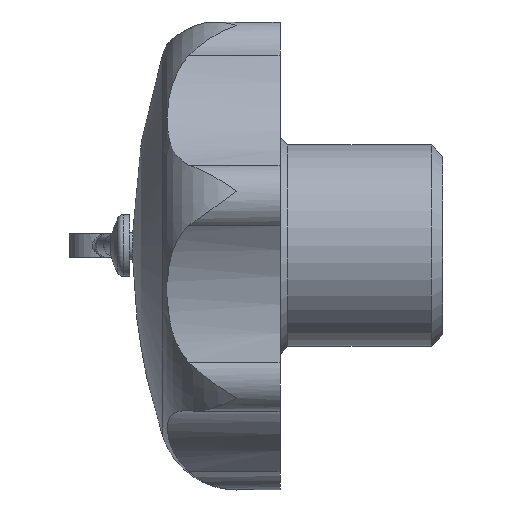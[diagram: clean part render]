
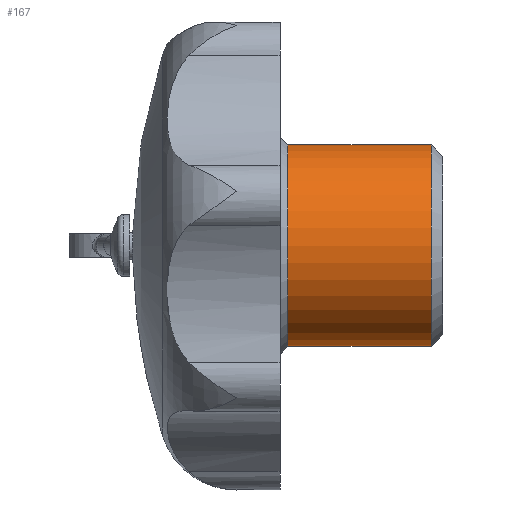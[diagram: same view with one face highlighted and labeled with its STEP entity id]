
A CAD part, left-side view. The second image highlights one B-rep face of the part: STEP entity #167.
In plain terms, the highlighted cylindrical face has radius 13 mm (diameter 26 mm), a full revolution.
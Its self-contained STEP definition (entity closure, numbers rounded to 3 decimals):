
#167 = ADVANCED_FACE( '', ( #355, #356 ), #357, .T. );
#355 = FACE_OUTER_BOUND( '', #553, .T. );
#356 = FACE_OUTER_BOUND( '', #554, .T. );
#357 = CYLINDRICAL_SURFACE( '', #555, 13. );
#553 = EDGE_LOOP( '', ( #985 ) );
#554 = EDGE_LOOP( '', ( #986 ) );
#555 = AXIS2_PLACEMENT_3D( '', #987, #988, #989 );
#985 = ORIENTED_EDGE( '', *, *, #1263, .F. );
#986 = ORIENTED_EDGE( '', *, *, #1265, .T. );
#987 = CARTESIAN_POINT( '', ( 0., 0., 0. ) );
#988 = DIRECTION( '', ( 0., 1., 0. ) );
#989 = DIRECTION( '', ( 0., 0., -1. ) );
#1263 = EDGE_CURVE( '', #1545, #1545, #1546, .T. );
#1265 = EDGE_CURVE( '', #1548, #1548, #1549, .T. );
#1545 = VERTEX_POINT( '', #2359 );
#1546 = CIRCLE( '', #2360, 13. );
#1548 = VERTEX_POINT( '', #2362 );
#1549 = CIRCLE( '', #2363, 13. );
#2359 = CARTESIAN_POINT( '', ( 0., 1.5, -13. ) );
#2360 = AXIS2_PLACEMENT_3D( '', #2614, #2615, #2616 );
#2362 = CARTESIAN_POINT( '', ( 0., 20., -13. ) );
#2363 = AXIS2_PLACEMENT_3D( '', #2617, #2618, #2619 );
#2614 = CARTESIAN_POINT( '', ( 0., 1.5, 0. ) );
#2615 = DIRECTION( '', ( 0., -1., 0. ) );
#2616 = DIRECTION( '', ( 0., 0., -1. ) );
#2617 = CARTESIAN_POINT( '', ( 0., 20., 0. ) );
#2618 = DIRECTION( '', ( 0., -1., 0. ) );
#2619 = DIRECTION( '', ( 0., 0., -1. ) );
